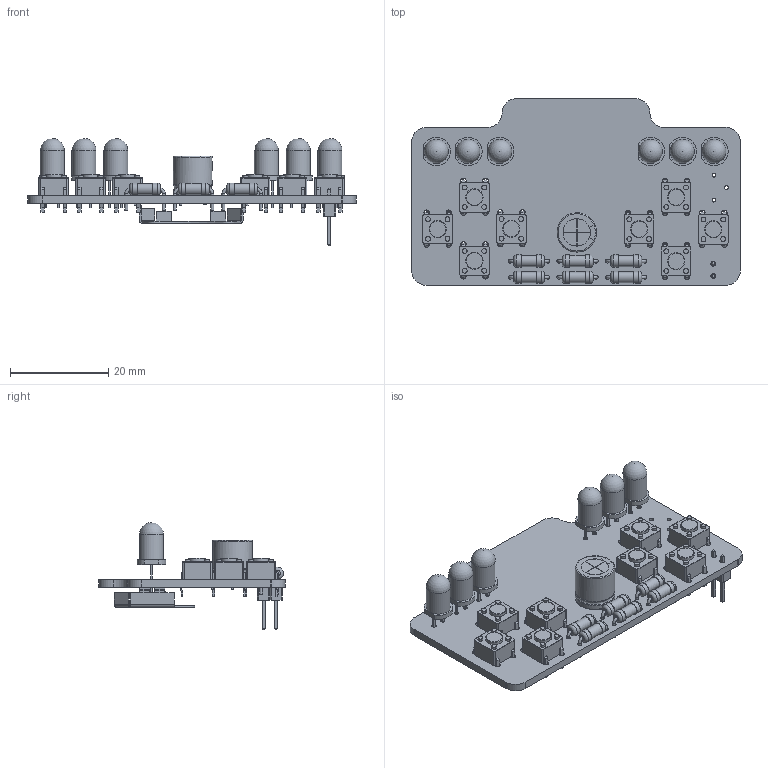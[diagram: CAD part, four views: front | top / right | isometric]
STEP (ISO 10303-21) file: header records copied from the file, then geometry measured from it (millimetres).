
FILE_DESCRIPTION(('KiCad electronic assembly'),'2;1');
FILE_NAME('haptic-hands.step','2025-04-27T09:29:19',('Pcbnew'),('Kicad') ,'Open CASCADE STEP processor 7.8','KiCad to STEP converter','Unknown' );
FILE_SCHEMA(('AUTOMOTIVE_DESIGN { 1 0 10303 214 1 1 1 1 }'));
Length unit declared in the file: millimetre
Products named in the file (14): haptic-hands 1; SW_PUSH_6mm; LED_D5.0mm; R_Axial_DIN0207_L6.3mm_D2.5mm_P7.62mm_Horizontal; R_Axial_DIN0207_L63mm_D25mm_P762mm_Horizontal; CP_Radial_D8.0mm_P5.00mm; CP_Radial_D80mm_P500mm; PinHeader_1x02_P2.54mm_Vertical; PinHeader_1x02_P254mm_Vertical; BatteryHolder_Keystone_3034_1x20mm; haptic-hands_PCB
Assembly tree (30 placements, depth 3):
  haptic-hands 1
    SW_PUSH_6mm  x8
      SW_PUSH_6mm
    LED_D5.0mm  x6
      LED_D5.0mm
    R_Axial_DIN0207_L6.3mm_D2.5mm_P7.62mm_Horizontal  x6
      R_Axial_DIN0207_L63mm_D25mm_P762mm_Horizontal
    CP_Radial_D8.0mm_P5.00mm
      CP_Radial_D80mm_P500mm
    PinHeader_1x02_P2.54mm_Vertical
      PinHeader_1x02_P254mm_Vertical
    BatteryHolder_Keystone_3034_1x20mm
      BatteryHolder_Keystone_3034_1x20mm
    haptic-hands_PCB
Bounding box: 66.98 x 38.02 x 21.84 mm (x, y, z)
Volume: 6448.5 mm3; surface area: 9573.5 mm2
Topology: 24 solids, 25 shells, 1383 faces, 3473 edges, 2223 vertices
Faces by surface type: plane 832, cylinder 497, torus 34, bspline 8, sphere 6, revolution 6
Full cylindrical faces by diameter (mm): 0.5 x2, 0.6 x12, 0.8 x17, 0.9 x12, 1 x34, 1.1 x32, 2.25 x6, 2.5 x12, 3.5 x8, 4.9 x6
Entity records: 18180 total; most frequent: CARTESIAN_POINT 3813, DIRECTION 2610, ORIENTED_EDGE 2486, EDGE_CURVE 1243, AXIS2_PLACEMENT_3D 886, LINE 832, VECTOR 832, VERTEX_POINT 785
